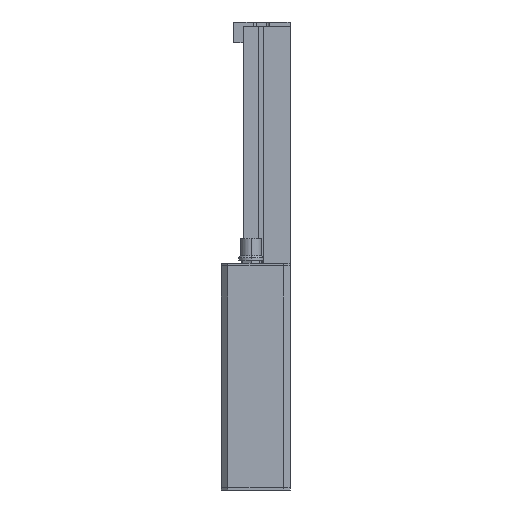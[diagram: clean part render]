
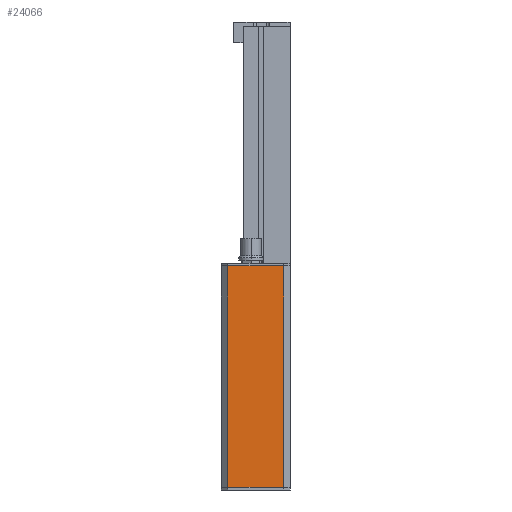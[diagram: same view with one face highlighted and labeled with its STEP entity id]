
A CAD part, left-side view. The second image highlights one B-rep face of the part: STEP entity #24066.
In plain terms, the highlighted face is planar.
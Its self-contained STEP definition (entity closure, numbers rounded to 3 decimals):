
#867 = DIRECTION ( 'NONE',  ( -1., 0., 0. ) ) ;
#1374 = DIRECTION ( 'NONE',  ( 0., 0., 1. ) ) ;
#2797 = CARTESIAN_POINT ( 'NONE',  ( 41., 17., -106.25 ) ) ;
#2947 = ORIENTED_EDGE ( 'NONE', *, *, #14934, .F. ) ;
#3328 = CARTESIAN_POINT ( 'NONE',  ( 41., 17., 28.5 ) ) ;
#5512 = EDGE_CURVE ( 'NONE', #13108, #10669, #9538, .T. ) ;
#5518 = EDGE_CURVE ( 'NONE', #6754, #10669, #19874, .T. ) ;
#6284 = LINE ( 'NONE', #22510, #22301 ) ;
#6318 = EDGE_CURVE ( 'NONE', #6754, #24393, #9091, .T. ) ;
#6522 = VECTOR ( 'NONE', #7772, 1000. ) ;
#6754 = VERTEX_POINT ( 'NONE', #21376 ) ;
#7772 = DIRECTION ( 'NONE',  ( 0., 1., 0. ) ) ;
#8960 = DIRECTION ( 'NONE',  ( 0., -1., 0. ) ) ;
#9091 = LINE ( 'NONE', #2797, #24129 ) ;
#9538 = LINE ( 'NONE', #22012, #6522 ) ;
#10669 = VERTEX_POINT ( 'NONE', #3328 ) ;
#13108 = VERTEX_POINT ( 'NONE', #25762 ) ;
#14459 = DIRECTION ( 'NONE',  ( 0., 0., 1. ) ) ;
#14804 = DIRECTION ( 'NONE',  ( 0., 0., 1. ) ) ;
#14934 = EDGE_CURVE ( 'NONE', #24393, #13108, #6284, .T. ) ;
#16239 = CARTESIAN_POINT ( 'NONE',  ( 41., -17., -106.25 ) ) ;
#17955 = AXIS2_PLACEMENT_3D ( 'NONE', #18967, #867, #14804 ) ;
#18967 = CARTESIAN_POINT ( 'NONE',  ( 41., 17., -106.25 ) ) ;
#19105 = FACE_OUTER_BOUND ( 'NONE', #24487, .T. ) ;
#19874 = LINE ( 'NONE', #20003, #24059 ) ;
#20003 = CARTESIAN_POINT ( 'NONE',  ( 41., 17., -106.25 ) ) ;
#21313 = ORIENTED_EDGE ( 'NONE', *, *, #5518, .T. ) ;
#21376 = CARTESIAN_POINT ( 'NONE',  ( 41., 17., -106.25 ) ) ;
#22012 = CARTESIAN_POINT ( 'NONE',  ( 41., 17., 28.5 ) ) ;
#22301 = VECTOR ( 'NONE', #14459, 1000. ) ;
#22457 = ORIENTED_EDGE ( 'NONE', *, *, #6318, .F. ) ;
#22510 = CARTESIAN_POINT ( 'NONE',  ( 41., -17., -106.25 ) ) ;
#23105 = PLANE ( 'NONE',  #17955 ) ;
#24059 = VECTOR ( 'NONE', #1374, 1000. ) ;
#24066 = ADVANCED_FACE ( 'NONE', ( #19105 ), #23105, .F. ) ;
#24129 = VECTOR ( 'NONE', #8960, 1000. ) ;
#24393 = VERTEX_POINT ( 'NONE', #16239 ) ;
#24487 = EDGE_LOOP ( 'NONE', ( #21313, #25491, #2947, #22457 ) ) ;
#25491 = ORIENTED_EDGE ( 'NONE', *, *, #5512, .F. ) ;
#25762 = CARTESIAN_POINT ( 'NONE',  ( 41., -17., 28.5 ) ) ;
